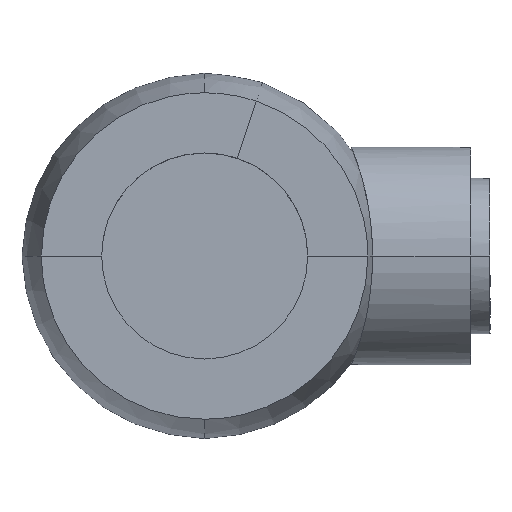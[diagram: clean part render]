
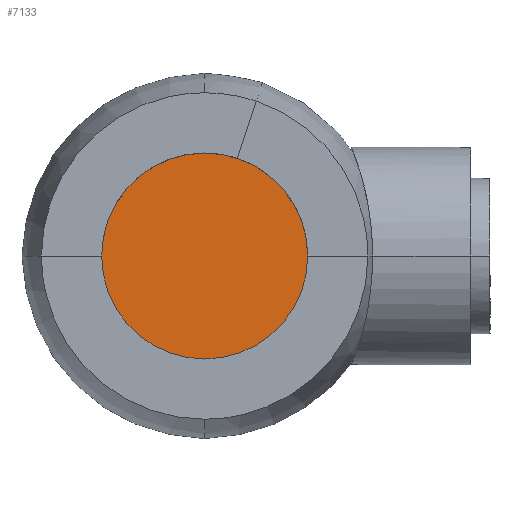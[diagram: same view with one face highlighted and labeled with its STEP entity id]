
A CAD part, front view. The second image highlights one B-rep face of the part: STEP entity #7133.
In plain terms, the highlighted planar face has unit normal (0, -1, 0).
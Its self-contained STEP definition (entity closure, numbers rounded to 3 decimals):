
#19 = VERTEX_POINT ( 'NONE', #9514 ) ;
#179 = AXIS2_PLACEMENT_3D ( 'NONE', #3816, #475, #1269 ) ;
#475 = DIRECTION ( 'NONE',  ( 0., -1., 0. ) ) ;
#659 = DIRECTION ( 'NONE',  ( 0., 0., -1. ) ) ;
#1269 = DIRECTION ( 'NONE',  ( 1., 0., 0. ) ) ;
#1336 = CARTESIAN_POINT ( 'NONE',  ( 26.5, -40., 0. ) ) ;
#1956 = VERTEX_POINT ( 'NONE', #1336 ) ;
#2959 = FACE_OUTER_BOUND ( 'NONE', #5266, .T. ) ;
#3054 = DIRECTION ( 'NONE',  ( 1., 0., 0. ) ) ;
#3816 = CARTESIAN_POINT ( 'NONE',  ( 0., -40., 0. ) ) ;
#5266 = EDGE_LOOP ( 'NONE', ( #9420, #5537 ) ) ;
#5415 = PLANE ( 'NONE',  #8033 ) ;
#5537 = ORIENTED_EDGE ( 'NONE', *, *, #7700, .T. ) ;
#5777 = AXIS2_PLACEMENT_3D ( 'NONE', #6072, #9245, #3054 ) ;
#6072 = CARTESIAN_POINT ( 'NONE',  ( 0., -40., 0. ) ) ;
#6562 = EDGE_CURVE ( 'NONE', #1956, #19, #6787, .T. ) ;
#6787 = CIRCLE ( 'NONE', #5777, 26.5 ) ;
#6923 = CARTESIAN_POINT ( 'NONE',  ( 0., -40., 0. ) ) ;
#6976 = DIRECTION ( 'NONE',  ( 0., -1., 0. ) ) ;
#7133 = ADVANCED_FACE ( 'NONE', ( #2959 ), #5415, .T. ) ;
#7700 = EDGE_CURVE ( 'NONE', #19, #1956, #9360, .T. ) ;
#8033 = AXIS2_PLACEMENT_3D ( 'NONE', #6923, #6976, #659 ) ;
#9245 = DIRECTION ( 'NONE',  ( 0., -1., 0. ) ) ;
#9360 = CIRCLE ( 'NONE', #179, 26.5 ) ;
#9420 = ORIENTED_EDGE ( 'NONE', *, *, #6562, .T. ) ;
#9514 = CARTESIAN_POINT ( 'NONE',  ( -26.5, -40., 0. ) ) ;
